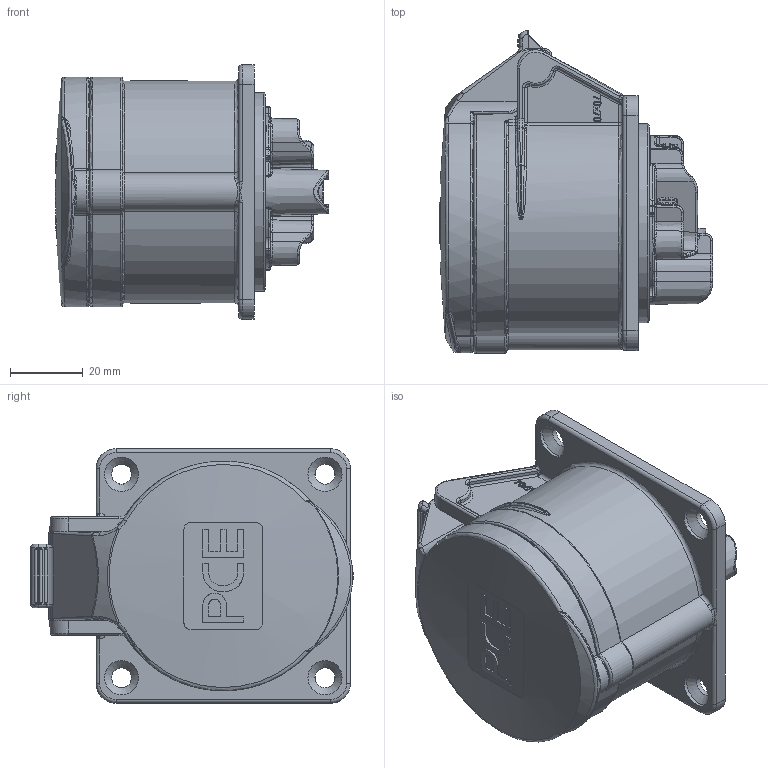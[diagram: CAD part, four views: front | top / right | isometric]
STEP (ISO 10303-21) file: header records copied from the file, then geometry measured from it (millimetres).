
FILE_DESCRIPTION (( 'STEP AP203' ), '1' );
FILE_NAME ('315-6.STEP', '2017-11-23T14:04:18', ( '' ), ( '' ), 'SwSTEP 2.0', 'SolidWorks 2016', '' );
FILE_SCHEMA (( 'CONFIG_CONTROL_DESIGN' ));
Products named in the file (1): 315-6
Bounding box: 75.19 x 88.8 x 70 mm (x, y, z)
Volume: 201347.6 mm3; surface area: 31566.4 mm2
Topology: 1 solids, 1 shells, 1572 faces, 3840 edges, 2289 vertices
Faces by surface type: bspline 491, plane 486, cylinder 331, torus 141, cone 108, sphere 15
Full cylindrical faces by diameter (mm): 3.4 x6, 4 x4, 4.7 x1, 6.5 x1, 7 x4, 9 x1, 9.4 x4
Entity records: 62502 total; most frequent: CARTESIAN_POINT 30475, ORIENTED_EDGE 7396, DIRECTION 5610, EDGE_CURVE 3698, VERTEX_POINT 2252, AXIS2_PLACEMENT_3D 2199, EDGE_LOOP 1708, FACE_OUTER_BOUND 1595
